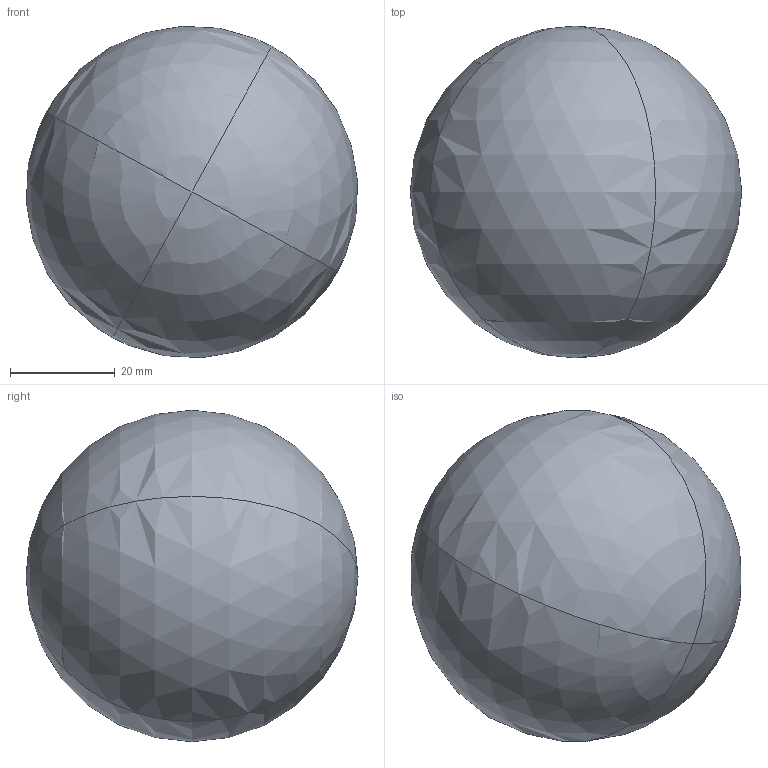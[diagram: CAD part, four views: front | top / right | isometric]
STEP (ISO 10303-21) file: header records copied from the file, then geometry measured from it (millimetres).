
FILE_DESCRIPTION(('CATIA V5 STEP Exchange'),'2;1');
FILE_NAME('balls.stp','2017-05-03T16:17:45+00:00',('none'),('none'),'CATIA Version 5 Release 20 GA (IN-10)','CATIA V5 STEP AP203','none');
FILE_SCHEMA(('CONFIG_CONTROL_DESIGN'));
Length unit declared in the file: millimetre
Products named in the file (1): balls
Bounding box: 63.38 x 63.5 x 63.38 mm (x, y, z)
Volume: 134066.4 mm3; surface area: 12667.7 mm2
Topology: 1 solids, 1 shells, 4 faces, 12 edges, 2 vertices
Faces by surface type: sphere 4
Entity records: 114 total; most frequent: DIRECTION 12, CARTESIAN_POINT 11, AXIS2_PLACEMENT_3D 9, ORIENTED_EDGE 8, ADVANCED_FACE 4, CC_DESIGN_PERSON_AND_ORGANIZATION_ASSIGNMENT 4, PERSON_AND_ORGANIZATION_ROLE 4, CIRCLE 4
